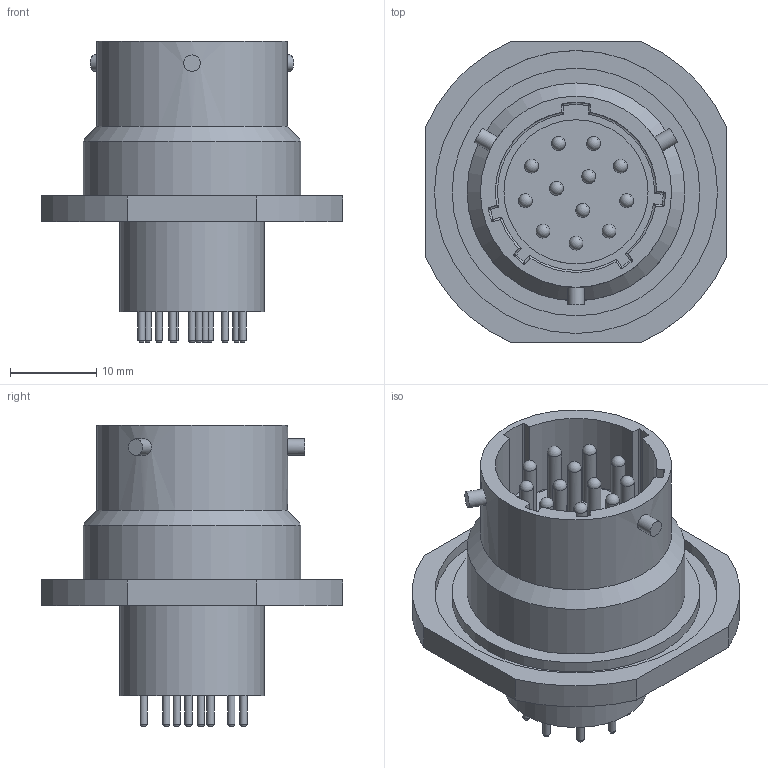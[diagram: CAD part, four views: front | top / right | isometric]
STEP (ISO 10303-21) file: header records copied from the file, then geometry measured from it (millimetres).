
FILE_DESCRIPTION(/* description */ (''),/* implementation_level */ '2;1');
FILE_NAME(/* name */ 'SOURIAU_UT071412P21E8T.stp',/* time_stamp */ '2016-03-04T09:22:49+01:00',/* author */ ('riccim'),/* organization */ (''),/* preprocessor_version */ 'ST-DEVELOPER v15.5',/* originating_system */ 'AutoCAD Mechanical',/* authorisation */ '');
FILE_SCHEMA (('AUTOMOTIVE_DESIGN { 1 0 10303 214 3 1 1 }'));
Length unit declared in the file: millimetre
Products named in the file (1): Product
Bounding box: 34.93 x 34.93 x 34.95 mm (x, y, z)
Volume: 10580.2 mm3; surface area: 6768.6 mm2
Topology: 27 solids, 27 shells, 175 faces, 355 edges, 228 vertices
Faces by surface type: cylinder 67, plane 63, cone 13, sphere 12, bspline 10, torus 10
Full cylindrical faces by diameter (mm): 0.85 x12, 1.6 x12, 1.89 x3, 16.7 x2, 22.15 x1, 25.25 x1, 28.7 x1, 32.8 x1
Entity records: 4320 total; most frequent: CARTESIAN_POINT 1190, DIRECTION 674, ORIENTED_EDGE 490, AXIS2_PLACEMENT_3D 299, EDGE_CURVE 245, EDGE_LOOP 228, VERTEX_POINT 177, FACE_OUTER_BOUND 175
